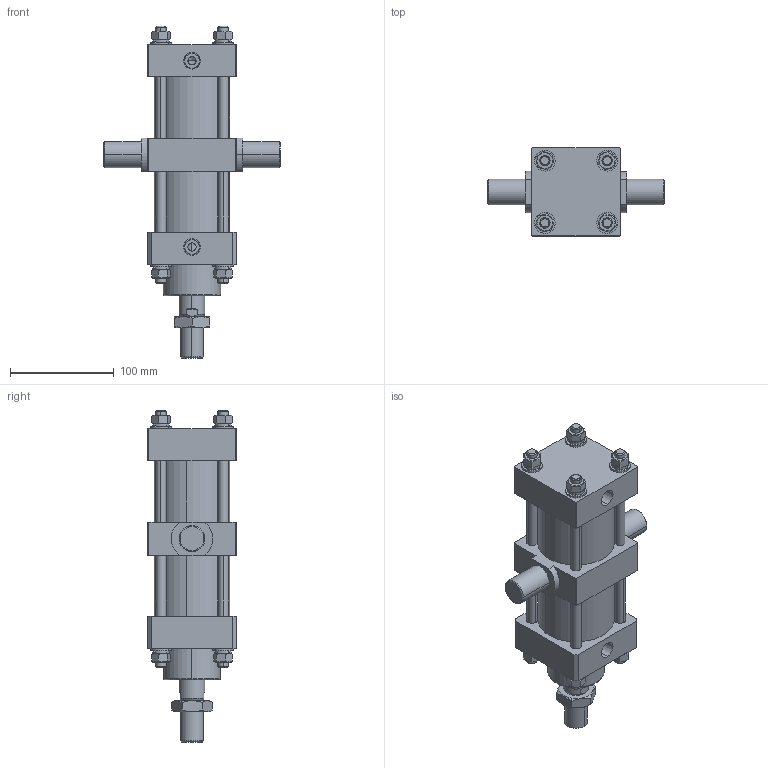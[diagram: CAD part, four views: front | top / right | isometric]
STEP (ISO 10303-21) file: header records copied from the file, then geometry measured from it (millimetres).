
FILE_DESCRIPTION (( 'STEP AP203' ), '1' );
FILE_NAME ('MOB-63-25-100-TC.STEP', '2021-04-28T03:18:52', ( '微软用户' ), ( '微软中国' ), 'SwSTEP 2.0', 'SolidWorks 2012', '' );
FILE_SCHEMA (( 'CONFIG_CONTROL_DESIGN' ));
Length unit declared in the file: millimetre
Products named in the file (13): MOB-63-25-100-TC; MOB-63-25-100-TC嶺裝2; MOB-63-25-100-TC嫉粣; M10蹟佪^MOB-63-25-100-TC; plain washers--product grade c gb_GB_FASTENER_WASHER_SMWC 10; spring lock washers--normal type gb_GB_FASTENER_WASHER_SW 10; hex nuts 1-fine pitch-grades ab gb_GB_FASTENER_NUT_SNAB1XY M10X1.25-C; hex thin nuts-grades ab-chamfered gb_GB_FASTENER_NUT_STNAB  B M22-C; MOB-63-25-100-TC嶺裝; MOB-63-25-100活塞杆; MOB-63-25-100前盖; MOB-63-25-100掛极; MOB-63-25-100綴裔
Assembly tree (25 placements, depth 3):
  MOB-63-25-100-TC
    MOB-63-25-100綴裔
    MOB-63-25-100掛极
    MOB-63-25-100前盖
    MOB-63-25-100活塞杆
    MOB-63-25-100-TC嶺裝  x4
    hex thin nuts-grades ab-chamfered gb_GB_FASTENER_NUT_STNAB  B M22-C
    M10蹟佪^MOB-63-25-100-TC  x8
      hex nuts 1-fine pitch-grades ab gb_GB_FASTENER_NUT_SNAB1XY M10X1.25-C
      spring lock washers--normal type gb_GB_FASTENER_WASHER_SW 10
      plain washers--product grade c gb_GB_FASTENER_WASHER_SMWC 10
    MOB-63-25-100-TC嫉粣
    MOB-63-25-100-TC嶺裝2  x4
Bounding box: 170 x 85 x 320 mm (x, y, z)
Volume: 1029552 mm3; surface area: 258229 mm2
Topology: 38 solids, 38 shells, 517 faces, 1149 edges, 720 vertices
Faces by surface type: plane 188, cylinder 186, cone 129, torus 14
Entity records: 8851 total; most frequent: CARTESIAN_POINT 1592, DIRECTION 1272, ORIENTED_EDGE 1066, EDGE_CURVE 533, AXIS2_PLACEMENT_3D 520, VERTEX_POINT 336, EDGE_LOOP 283, CIRCLE 260
